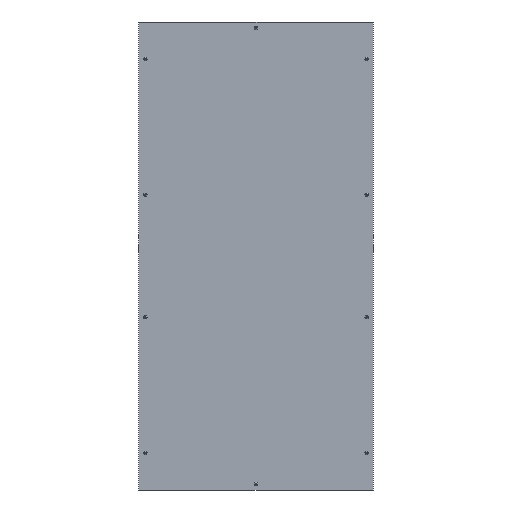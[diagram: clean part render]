
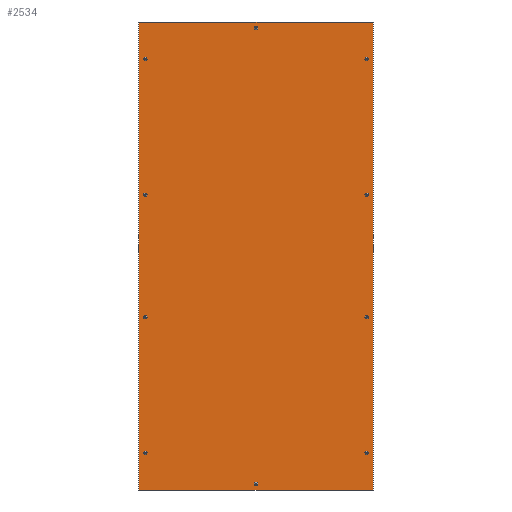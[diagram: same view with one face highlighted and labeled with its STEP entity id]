
A CAD part, left-side view. The second image highlights one B-rep face of the part: STEP entity #2534.
In plain terms, the highlighted planar face has unit normal (-1, 0, 0).
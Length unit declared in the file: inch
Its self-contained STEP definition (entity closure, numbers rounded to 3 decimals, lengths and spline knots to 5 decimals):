
#167 = AXIS2_PLACEMENT_3D ( 'NONE', #2487, #2687, #1604 ) ;
#230 = VECTOR ( 'NONE', #6136, 39.37008 ) ;
#259 = DIRECTION ( 'NONE',  ( 0., -1., 0. ) ) ;
#277 = DIRECTION ( 'NONE',  ( 1., 0., 0. ) ) ;
#576 = VERTEX_POINT ( 'NONE', #7021 ) ;
#589 = EDGE_CURVE ( 'NONE', #576, #6861, #13321, .T. ) ;
#648 = EDGE_CURVE ( 'NONE', #3815, #576, #5253, .T. ) ;
#704 = CARTESIAN_POINT ( 'NONE',  ( -0.05906, -19.54724, 39.05512 ) ) ;
#747 = ORIENTED_EDGE ( 'NONE', *, *, #9553, .T. ) ;
#828 = CIRCLE ( 'NONE', #1255, 0.17717 ) ;
#930 = ORIENTED_EDGE ( 'NONE', *, *, #11206, .T. ) ;
#976 = CARTESIAN_POINT ( 'NONE',  ( -0.05906, -18.46457, -32.87402 ) ) ;
#1025 = EDGE_CURVE ( 'NONE', #10700, #10700, #2612, .T. ) ;
#1089 = DIRECTION ( 'NONE',  ( 1., 0., 0. ) ) ;
#1255 = AXIS2_PLACEMENT_3D ( 'NONE', #1349, #277, #4371 ) ;
#1282 = VERTEX_POINT ( 'NONE', #10861 ) ;
#1349 = CARTESIAN_POINT ( 'NONE',  ( -0.05906, 18.46457, -32.87402 ) ) ;
#1604 = DIRECTION ( 'NONE',  ( 0., -1., 0. ) ) ;
#1897 = EDGE_LOOP ( 'NONE', ( #5006 ) ) ;
#1995 = ORIENTED_EDGE ( 'NONE', *, *, #5160, .T. ) ;
#2020 = ORIENTED_EDGE ( 'NONE', *, *, #12139, .T. ) ;
#2030 = DIRECTION ( 'NONE',  ( 0., -1., 0. ) ) ;
#2094 = EDGE_LOOP ( 'NONE', ( #8479 ) ) ;
#2389 = CARTESIAN_POINT ( 'NONE',  ( -0.05906, -18.64173, 10.23622 ) ) ;
#2392 = AXIS2_PLACEMENT_3D ( 'NONE', #12416, #10448, #9319 ) ;
#2487 = CARTESIAN_POINT ( 'NONE',  ( -0.05906, 0., 0. ) ) ;
#2534 = ADVANCED_FACE ( 'NONE', ( #10939, #8767, #6813, #3629, #10818, #3434, #3556, #6690, #11758, #10743, #12982 ), #12842, .T. ) ;
#2536 = CIRCLE ( 'NONE', #5547, 0.17717 ) ;
#2545 = EDGE_LOOP ( 'NONE', ( #9000 ) ) ;
#2612 = CIRCLE ( 'NONE', #2392, 0.17717 ) ;
#2687 = DIRECTION ( 'NONE',  ( -1., 0., 0. ) ) ;
#2725 = CARTESIAN_POINT ( 'NONE',  ( -0.05906, -18.46457, 32.87402 ) ) ;
#2854 = EDGE_CURVE ( 'NONE', #8471, #8471, #6837, .T. ) ;
#2871 = DIRECTION ( 'NONE',  ( 0., -1., 0. ) ) ;
#2905 = VERTEX_POINT ( 'NONE', #6021 ) ;
#3045 = LINE ( 'NONE', #4928, #11636 ) ;
#3157 = CARTESIAN_POINT ( 'NONE',  ( -0.05906, 0., -39.05512 ) ) ;
#3217 = CARTESIAN_POINT ( 'NONE',  ( -0.05906, -18.46457, -10.23622 ) ) ;
#3434 = FACE_BOUND ( 'NONE', #6427, .T. ) ;
#3556 = FACE_BOUND ( 'NONE', #8375, .T. ) ;
#3629 = FACE_BOUND ( 'NONE', #1897, .T. ) ;
#3815 = VERTEX_POINT ( 'NONE', #6833 ) ;
#3855 = CARTESIAN_POINT ( 'NONE',  ( -0.05906, -18.64173, 32.87402 ) ) ;
#3975 = DIRECTION ( 'NONE',  ( 0., 0., -1. ) ) ;
#4010 = AXIS2_PLACEMENT_3D ( 'NONE', #3217, #9439, #259 ) ;
#4217 = CARTESIAN_POINT ( 'NONE',  ( -0.05906, 0., -38.0315 ) ) ;
#4298 = CARTESIAN_POINT ( 'NONE',  ( -0.05906, 0., 38.0315 ) ) ;
#4371 = DIRECTION ( 'NONE',  ( 0., -1., 0. ) ) ;
#4457 = DIRECTION ( 'NONE',  ( 0., -1., 0. ) ) ;
#4664 = VERTEX_POINT ( 'NONE', #3855 ) ;
#4795 = EDGE_LOOP ( 'NONE', ( #13264 ) ) ;
#4920 = EDGE_CURVE ( 'NONE', #7658, #7658, #9022, .T. ) ;
#4928 = CARTESIAN_POINT ( 'NONE',  ( -0.05906, 19.54724, 0. ) ) ;
#5003 = VERTEX_POINT ( 'NONE', #6091 ) ;
#5006 = ORIENTED_EDGE ( 'NONE', *, *, #1025, .T. ) ;
#5120 = CARTESIAN_POINT ( 'NONE',  ( -0.05906, -19.54724, 0. ) ) ;
#5160 = EDGE_CURVE ( 'NONE', #7527, #7527, #828, .T. ) ;
#5191 = DIRECTION ( 'NONE',  ( 0., -1., 0. ) ) ;
#5203 = CARTESIAN_POINT ( 'NONE',  ( -0.05906, -0.17717, -38.0315 ) ) ;
#5253 = LINE ( 'NONE', #3157, #8209 ) ;
#5355 = AXIS2_PLACEMENT_3D ( 'NONE', #2725, #6658, #10716 ) ;
#5357 = AXIS2_PLACEMENT_3D ( 'NONE', #9810, #6634, #4457 ) ;
#5436 = ORIENTED_EDGE ( 'NONE', *, *, #648, .T. ) ;
#5482 = CARTESIAN_POINT ( 'NONE',  ( -0.05906, 18.2874, 10.23622 ) ) ;
#5547 = AXIS2_PLACEMENT_3D ( 'NONE', #976, #9103, #2871 ) ;
#5787 = AXIS2_PLACEMENT_3D ( 'NONE', #6217, #1089, #2030 ) ;
#6021 = CARTESIAN_POINT ( 'NONE',  ( -0.05906, 18.2874, -10.23622 ) ) ;
#6091 = CARTESIAN_POINT ( 'NONE',  ( -0.05906, -18.64173, -32.87402 ) ) ;
#6136 = DIRECTION ( 'NONE',  ( 0., 0., 1. ) ) ;
#6149 = VERTEX_POINT ( 'NONE', #10349 ) ;
#6217 = CARTESIAN_POINT ( 'NONE',  ( -0.05906, 18.46457, 10.23622 ) ) ;
#6427 = EDGE_LOOP ( 'NONE', ( #747 ) ) ;
#6566 = EDGE_LOOP ( 'NONE', ( #12389 ) ) ;
#6634 = DIRECTION ( 'NONE',  ( 1., 0., 0. ) ) ;
#6652 = CIRCLE ( 'NONE', #10757, 0.17717 ) ;
#6658 = DIRECTION ( 'NONE',  ( 1., 0., 0. ) ) ;
#6690 = FACE_BOUND ( 'NONE', #10804, .T. ) ;
#6813 = FACE_BOUND ( 'NONE', #10280, .T. ) ;
#6833 = CARTESIAN_POINT ( 'NONE',  ( -0.05906, 19.54724, -39.05512 ) ) ;
#6837 = CIRCLE ( 'NONE', #4010, 0.17717 ) ;
#6861 = VERTEX_POINT ( 'NONE', #704 ) ;
#7021 = CARTESIAN_POINT ( 'NONE',  ( -0.05906, -19.54724, -39.05512 ) ) ;
#7023 = ORIENTED_EDGE ( 'NONE', *, *, #9478, .T. ) ;
#7300 = EDGE_CURVE ( 'NONE', #4664, #4664, #12932, .T. ) ;
#7313 = EDGE_LOOP ( 'NONE', ( #7023, #2020, #5436, #13230 ) ) ;
#7527 = VERTEX_POINT ( 'NONE', #9617 ) ;
#7658 = VERTEX_POINT ( 'NONE', #5482 ) ;
#8209 = VECTOR ( 'NONE', #5191, 39.37008 ) ;
#8357 = DIRECTION ( 'NONE',  ( 1., 0., 0. ) ) ;
#8359 = ORIENTED_EDGE ( 'NONE', *, *, #2854, .T. ) ;
#8375 = EDGE_LOOP ( 'NONE', ( #930 ) ) ;
#8471 = VERTEX_POINT ( 'NONE', #8733 ) ;
#8479 = ORIENTED_EDGE ( 'NONE', *, *, #13216, .T. ) ;
#8718 = DIRECTION ( 'NONE',  ( 0., 1., 0. ) ) ;
#8733 = CARTESIAN_POINT ( 'NONE',  ( -0.05906, -18.64173, -10.23622 ) ) ;
#8764 = AXIS2_PLACEMENT_3D ( 'NONE', #12229, #12427, #11230 ) ;
#8767 = FACE_BOUND ( 'NONE', #4795, .T. ) ;
#9000 = ORIENTED_EDGE ( 'NONE', *, *, #11438, .T. ) ;
#9022 = CIRCLE ( 'NONE', #5787, 0.17717 ) ;
#9103 = DIRECTION ( 'NONE',  ( 1., 0., 0. ) ) ;
#9319 = DIRECTION ( 'NONE',  ( 0., -1., 0. ) ) ;
#9346 = EDGE_LOOP ( 'NONE', ( #1995 ) ) ;
#9383 = DIRECTION ( 'NONE',  ( 1., 0., 0. ) ) ;
#9439 = DIRECTION ( 'NONE',  ( 1., 0., 0. ) ) ;
#9478 = EDGE_CURVE ( 'NONE', #6861, #1282, #11911, .T. ) ;
#9553 = EDGE_CURVE ( 'NONE', #2905, #2905, #12012, .T. ) ;
#9617 = CARTESIAN_POINT ( 'NONE',  ( -0.05906, 18.2874, -32.87402 ) ) ;
#9810 = CARTESIAN_POINT ( 'NONE',  ( -0.05906, 18.46457, 32.87402 ) ) ;
#10070 = CIRCLE ( 'NONE', #11599, 0.17717 ) ;
#10280 = EDGE_LOOP ( 'NONE', ( #12931 ) ) ;
#10349 = CARTESIAN_POINT ( 'NONE',  ( -0.05906, 18.2874, 32.87402 ) ) ;
#10448 = DIRECTION ( 'NONE',  ( 1., 0., 0. ) ) ;
#10700 = VERTEX_POINT ( 'NONE', #2389 ) ;
#10716 = DIRECTION ( 'NONE',  ( 0., -1., 0. ) ) ;
#10743 = FACE_BOUND ( 'NONE', #2545, .T. ) ;
#10757 = AXIS2_PLACEMENT_3D ( 'NONE', #4217, #8357, #11484 ) ;
#10804 = EDGE_LOOP ( 'NONE', ( #8359 ) ) ;
#10818 = FACE_BOUND ( 'NONE', #9346, .T. ) ;
#10861 = CARTESIAN_POINT ( 'NONE',  ( -0.05906, 19.54724, 39.05512 ) ) ;
#10939 = FACE_BOUND ( 'NONE', #6566, .T. ) ;
#11168 = VERTEX_POINT ( 'NONE', #5203 ) ;
#11206 = EDGE_CURVE ( 'NONE', #5003, #5003, #2536, .T. ) ;
#11230 = DIRECTION ( 'NONE',  ( 0., -1., 0. ) ) ;
#11413 = CIRCLE ( 'NONE', #5357, 0.17717 ) ;
#11438 = EDGE_CURVE ( 'NONE', #11168, #11168, #6652, .T. ) ;
#11484 = DIRECTION ( 'NONE',  ( 0., -1., 0. ) ) ;
#11545 = DIRECTION ( 'NONE',  ( 0., -1., 0. ) ) ;
#11599 = AXIS2_PLACEMENT_3D ( 'NONE', #4298, #9383, #11545 ) ;
#11636 = VECTOR ( 'NONE', #3975, 39.37008 ) ;
#11758 = FACE_BOUND ( 'NONE', #2094, .T. ) ;
#11911 = LINE ( 'NONE', #11972, #12880 ) ;
#11972 = CARTESIAN_POINT ( 'NONE',  ( -0.05906, 0., 39.05512 ) ) ;
#12012 = CIRCLE ( 'NONE', #8764, 0.17717 ) ;
#12024 = EDGE_CURVE ( 'NONE', #6149, #6149, #11413, .T. ) ;
#12139 = EDGE_CURVE ( 'NONE', #1282, #3815, #3045, .T. ) ;
#12182 = VERTEX_POINT ( 'NONE', #13272 ) ;
#12229 = CARTESIAN_POINT ( 'NONE',  ( -0.05906, 18.46457, -10.23622 ) ) ;
#12389 = ORIENTED_EDGE ( 'NONE', *, *, #12024, .T. ) ;
#12416 = CARTESIAN_POINT ( 'NONE',  ( -0.05906, -18.46457, 10.23622 ) ) ;
#12427 = DIRECTION ( 'NONE',  ( 1., 0., 0. ) ) ;
#12842 = PLANE ( 'NONE',  #167 ) ;
#12880 = VECTOR ( 'NONE', #8718, 39.37008 ) ;
#12931 = ORIENTED_EDGE ( 'NONE', *, *, #7300, .T. ) ;
#12932 = CIRCLE ( 'NONE', #5355, 0.17717 ) ;
#12982 = FACE_OUTER_BOUND ( 'NONE', #7313, .T. ) ;
#13216 = EDGE_CURVE ( 'NONE', #12182, #12182, #10070, .T. ) ;
#13230 = ORIENTED_EDGE ( 'NONE', *, *, #589, .T. ) ;
#13264 = ORIENTED_EDGE ( 'NONE', *, *, #4920, .T. ) ;
#13272 = CARTESIAN_POINT ( 'NONE',  ( -0.05906, -0.17717, 38.0315 ) ) ;
#13321 = LINE ( 'NONE', #5120, #230 ) ;
